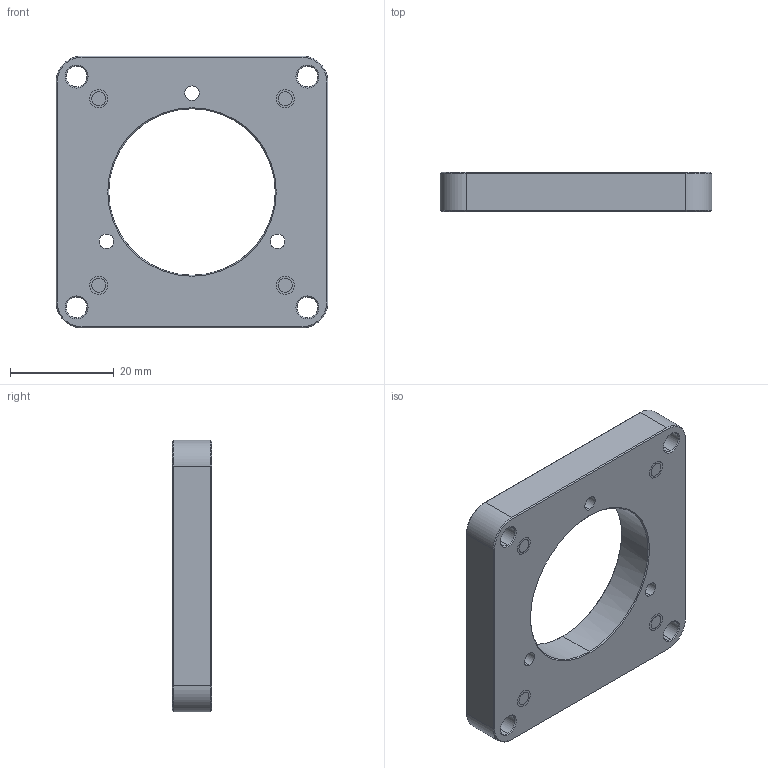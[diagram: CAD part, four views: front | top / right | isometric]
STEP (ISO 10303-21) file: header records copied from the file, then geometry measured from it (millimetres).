
FILE_DESCRIPTION (( 'STEP AP214' ), '1' );
FILE_NAME ('TRDA-20SND.STEP', '2020-03-03T22:24:11', ( '' ), ( '' ), 'SwSTEP 2.0', 'SolidWorks 2017', '' );
FILE_SCHEMA (( 'AUTOMOTIVE_DESIGN' ));
Length unit declared in the file: inch
Products named in the file (1): TRDA-20SND
Bounding box: 52.3 x 7.6 x 52.3 mm (x, y, z)
Volume: 13975 mm3; surface area: 7148.7 mm2
Topology: 5 solids, 5 shells, 109 faces, 270 edges, 174 vertices
Faces by surface type: cone 42, cylinder 42, plane 25
Entity records: 4453 total; most frequent: CARTESIAN_POINT 1853, ORIENTED_EDGE 540, DIRECTION 474, EDGE_CURVE 270, AXIS2_PLACEMENT_3D 196, VERTEX_POINT 174, EDGE_LOOP 136, FACE_OUTER_BOUND 109
